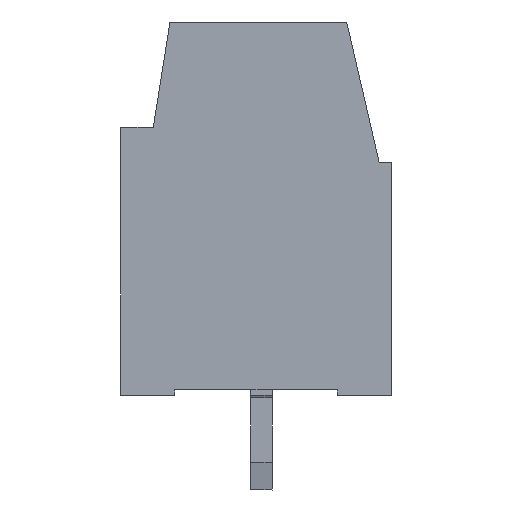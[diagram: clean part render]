
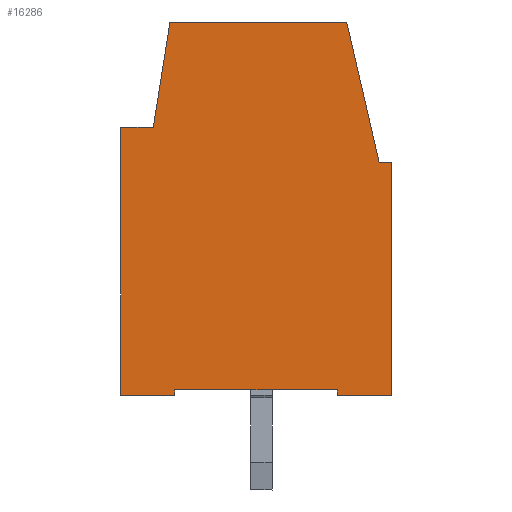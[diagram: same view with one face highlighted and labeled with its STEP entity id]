
A CAD part, left-side view. The second image highlights one B-rep face of the part: STEP entity #16286.
In plain terms, the highlighted planar face has unit normal (-1, 0, 0).
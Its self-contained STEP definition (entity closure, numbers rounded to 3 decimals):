
#16194=AXIS2_PLACEMENT_3D('Plane Axis2P3D',#16191,#16192,#16193) ;
#15802=CARTESIAN_POINT('Vertex',(0.,0.,12.101)) ;
#15805=CARTESIAN_POINT('Line Origine',(0.,0.,7.8)) ;
#15809=CARTESIAN_POINT('Vertex',(0.,0.,3.5)) ;
#16175=CARTESIAN_POINT('Vertex',(0.,0.445,12.1)) ;
#16178=CARTESIAN_POINT('Line Origine',(0.,0.223,12.1)) ;
#16191=CARTESIAN_POINT('Axis2P3D Location',(0.,3.449,14.)) ;
#16196=CARTESIAN_POINT('Line Origine',(0.,1.027,14.623)) ;
#16200=CARTESIAN_POINT('Vertex',(0.,1.609,17.145)) ;
#16203=CARTESIAN_POINT('Line Origine',(0.,1.627,17.223)) ;
#16207=CARTESIAN_POINT('Vertex',(0.,1.645,17.3)) ;
#16210=CARTESIAN_POINT('Line Origine',(0.,4.913,17.3)) ;
#16214=CARTESIAN_POINT('Vertex',(0.,8.181,17.301)) ;
#16217=CARTESIAN_POINT('Line Origine',(0.,8.49,15.351)) ;
#16221=CARTESIAN_POINT('Vertex',(0.,8.799,13.401)) ;
#16224=CARTESIAN_POINT('Line Origine',(0.,9.399,13.401)) ;
#16228=CARTESIAN_POINT('Vertex',(0.,9.999,13.401)) ;
#16231=CARTESIAN_POINT('Line Origine',(0.,10.,8.451)) ;
#16235=CARTESIAN_POINT('Vertex',(0.,10.,3.501)) ;
#16238=CARTESIAN_POINT('Line Origine',(0.,9.,3.501)) ;
#16242=CARTESIAN_POINT('Vertex',(0.,8.,3.501)) ;
#16245=CARTESIAN_POINT('Line Origine',(0.,8.,3.601)) ;
#16249=CARTESIAN_POINT('Vertex',(0.,8.,3.701)) ;
#16252=CARTESIAN_POINT('Line Origine',(0.,5.,3.7)) ;
#16256=CARTESIAN_POINT('Vertex',(0.,2.,3.7)) ;
#16259=CARTESIAN_POINT('Line Origine',(0.,2.,3.6)) ;
#16263=CARTESIAN_POINT('Vertex',(0.,2.,3.5)) ;
#16266=CARTESIAN_POINT('Line Origine',(0.,1.,3.5)) ;
#15806=DIRECTION('Vector Direction',(0.,0.,1.)) ;
#16179=DIRECTION('Vector Direction',(0.,-1.,0.001)) ;
#16192=DIRECTION('Axis2P3D Direction',(1.,0.,0.)) ;
#16193=DIRECTION('Axis2P3D XDirection',(0.,1.,0.)) ;
#16197=DIRECTION('Vector Direction',(0.,0.225,0.974)) ;
#16204=DIRECTION('Vector Direction',(0.,0.225,0.974)) ;
#16211=DIRECTION('Vector Direction',(0.,-1.,0.)) ;
#16218=DIRECTION('Vector Direction',(0.,0.157,-0.988)) ;
#16225=DIRECTION('Vector Direction',(0.,-1.,0.)) ;
#16232=DIRECTION('Vector Direction',(0.,0.,-1.)) ;
#16239=DIRECTION('Vector Direction',(0.,-1.,0.)) ;
#16246=DIRECTION('Vector Direction',(0.,0.,1.)) ;
#16253=DIRECTION('Vector Direction',(0.,-1.,0.)) ;
#16260=DIRECTION('Vector Direction',(0.,0.,-1.)) ;
#16267=DIRECTION('Vector Direction',(0.,-1.,0.)) ;
#15807=VECTOR('Line Direction',#15806,1.) ;
#16180=VECTOR('Line Direction',#16179,1.) ;
#16198=VECTOR('Line Direction',#16197,1.) ;
#16205=VECTOR('Line Direction',#16204,1.) ;
#16212=VECTOR('Line Direction',#16211,1.) ;
#16219=VECTOR('Line Direction',#16218,1.) ;
#16226=VECTOR('Line Direction',#16225,1.) ;
#16233=VECTOR('Line Direction',#16232,1.) ;
#16240=VECTOR('Line Direction',#16239,1.) ;
#16247=VECTOR('Line Direction',#16246,1.) ;
#16254=VECTOR('Line Direction',#16253,1.) ;
#16261=VECTOR('Line Direction',#16260,1.) ;
#16268=VECTOR('Line Direction',#16267,1.) ;
#16272=ORIENTED_EDGE('',*,*,#15811,.T.) ;
#16273=ORIENTED_EDGE('',*,*,#16182,.F.) ;
#16274=ORIENTED_EDGE('',*,*,#16202,.T.) ;
#16275=ORIENTED_EDGE('',*,*,#16209,.T.) ;
#16276=ORIENTED_EDGE('',*,*,#16216,.F.) ;
#16277=ORIENTED_EDGE('',*,*,#16223,.T.) ;
#16278=ORIENTED_EDGE('',*,*,#16230,.F.) ;
#16279=ORIENTED_EDGE('',*,*,#16237,.T.) ;
#16280=ORIENTED_EDGE('',*,*,#16244,.T.) ;
#16281=ORIENTED_EDGE('',*,*,#16251,.T.) ;
#16282=ORIENTED_EDGE('',*,*,#16258,.T.) ;
#16283=ORIENTED_EDGE('',*,*,#16265,.T.) ;
#16284=ORIENTED_EDGE('',*,*,#16270,.T.) ;
#16286=ADVANCED_FACE('COVER',(#16285),#16195,.F.) ;
#15811=EDGE_CURVE('',#15810,#15803,#15808,.T.) ;
#16182=EDGE_CURVE('',#16176,#15803,#16181,.T.) ;
#16202=EDGE_CURVE('',#16176,#16201,#16199,.T.) ;
#16209=EDGE_CURVE('',#16201,#16208,#16206,.T.) ;
#16216=EDGE_CURVE('',#16215,#16208,#16213,.T.) ;
#16223=EDGE_CURVE('',#16215,#16222,#16220,.T.) ;
#16230=EDGE_CURVE('',#16229,#16222,#16227,.T.) ;
#16237=EDGE_CURVE('',#16229,#16236,#16234,.T.) ;
#16244=EDGE_CURVE('',#16236,#16243,#16241,.T.) ;
#16251=EDGE_CURVE('',#16243,#16250,#16248,.T.) ;
#16258=EDGE_CURVE('',#16250,#16257,#16255,.T.) ;
#16265=EDGE_CURVE('',#16257,#16264,#16262,.T.) ;
#16270=EDGE_CURVE('',#16264,#15810,#16269,.T.) ;
#16271=EDGE_LOOP('',(#16272,#16273,#16274,#16275,#16276,#16277,#16278,#16279,#16280,#16281,#16282,#16283,#16284)) ;
#16285=FACE_OUTER_BOUND('',#16271,.T.) ;
#15808=LINE('Line',#15805,#15807) ;
#16181=LINE('Line',#16178,#16180) ;
#16199=LINE('Line',#16196,#16198) ;
#16206=LINE('Line',#16203,#16205) ;
#16213=LINE('Line',#16210,#16212) ;
#16220=LINE('Line',#16217,#16219) ;
#16227=LINE('Line',#16224,#16226) ;
#16234=LINE('Line',#16231,#16233) ;
#16241=LINE('Line',#16238,#16240) ;
#16248=LINE('Line',#16245,#16247) ;
#16255=LINE('Line',#16252,#16254) ;
#16262=LINE('Line',#16259,#16261) ;
#16269=LINE('Line',#16266,#16268) ;
#16195=PLANE('',#16194) ;
#15803=VERTEX_POINT('',#15802) ;
#15810=VERTEX_POINT('',#15809) ;
#16176=VERTEX_POINT('',#16175) ;
#16201=VERTEX_POINT('',#16200) ;
#16208=VERTEX_POINT('',#16207) ;
#16215=VERTEX_POINT('',#16214) ;
#16222=VERTEX_POINT('',#16221) ;
#16229=VERTEX_POINT('',#16228) ;
#16236=VERTEX_POINT('',#16235) ;
#16243=VERTEX_POINT('',#16242) ;
#16250=VERTEX_POINT('',#16249) ;
#16257=VERTEX_POINT('',#16256) ;
#16264=VERTEX_POINT('',#16263) ;
